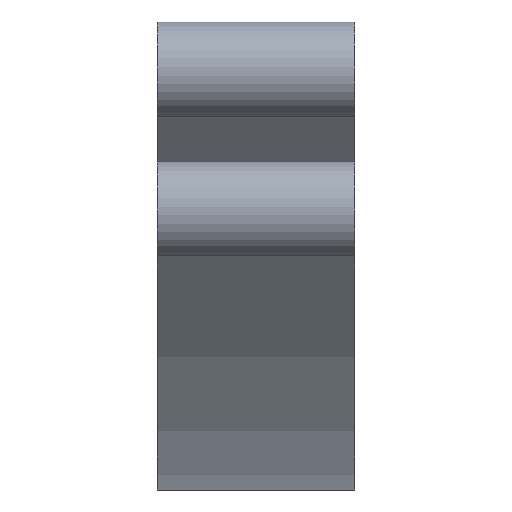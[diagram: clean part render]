
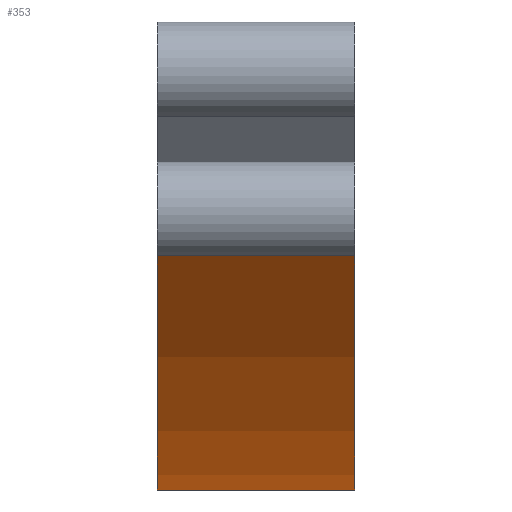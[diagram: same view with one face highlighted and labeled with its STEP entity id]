
A CAD part, left-side view. The second image highlights one B-rep face of the part: STEP entity #353.
In plain terms, the highlighted cylindrical face has radius 80.175 mm (diameter 160.35 mm), a partial arc.
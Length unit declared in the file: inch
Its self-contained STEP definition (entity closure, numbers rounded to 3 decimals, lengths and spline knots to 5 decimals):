
#1 = CARTESIAN_POINT ( 'NONE',  ( 0., -0.125, 0. ) ) ;
#23 = CARTESIAN_POINT ( 'NONE',  ( -1.33399, 0.125, -2.86076 ) ) ;
#28 = VECTOR ( 'NONE', #383, 39.37008 ) ;
#39 = LINE ( 'NONE', #666, #28 ) ;
#67 = ORIENTED_EDGE ( 'NONE', *, *, #456, .T. ) ;
#78 = CARTESIAN_POINT ( 'NONE',  ( 0., -0.125, -3.1565 ) ) ;
#117 = AXIS2_PLACEMENT_3D ( 'NONE', #502, #509, #495 ) ;
#131 = EDGE_CURVE ( 'NONE', #256, #466, #163, .T. ) ;
#138 = CARTESIAN_POINT ( 'NONE',  ( 0., 0.125, 0. ) ) ;
#149 = DIRECTION ( 'NONE',  ( 0., -1., 0. ) ) ;
#161 = DIRECTION ( 'NONE',  ( 0., 0., -1. ) ) ;
#163 = CIRCLE ( 'NONE', #117, 3.1565 ) ;
#174 = DIRECTION ( 'NONE',  ( 0., 0., -1. ) ) ;
#178 = DIRECTION ( 'NONE',  ( 0., 1., 0. ) ) ;
#256 = VERTEX_POINT ( 'NONE', #387 ) ;
#275 = CARTESIAN_POINT ( 'NONE',  ( -1.33399, -0.125, -2.86076 ) ) ;
#330 = ORIENTED_EDGE ( 'NONE', *, *, #486, .T. ) ;
#353 = ADVANCED_FACE ( 'NONE', ( #632 ), #590, .T. ) ;
#360 = ORIENTED_EDGE ( 'NONE', *, *, #131, .F. ) ;
#383 = DIRECTION ( 'NONE',  ( 0., -1., 0. ) ) ;
#387 = CARTESIAN_POINT ( 'NONE',  ( 0., 0.125, -3.1565 ) ) ;
#452 = VECTOR ( 'NONE', #637, 39.37008 ) ;
#456 = EDGE_CURVE ( 'NONE', #457, #616, #604, .T. ) ;
#457 = VERTEX_POINT ( 'NONE', #78 ) ;
#466 = VERTEX_POINT ( 'NONE', #23 ) ;
#476 = AXIS2_PLACEMENT_3D ( 'NONE', #138, #149, #161 ) ;
#486 = EDGE_CURVE ( 'NONE', #256, #457, #561, .T. ) ;
#495 = DIRECTION ( 'NONE',  ( 0., 0., -1. ) ) ;
#502 = CARTESIAN_POINT ( 'NONE',  ( 0., 0.125, 0. ) ) ;
#509 = DIRECTION ( 'NONE',  ( 0., 1., 0. ) ) ;
#525 = EDGE_LOOP ( 'NONE', ( #360, #330, #67, #571 ) ) ;
#557 = EDGE_CURVE ( 'NONE', #466, #616, #39, .T. ) ;
#561 = LINE ( 'NONE', #634, #452 ) ;
#571 = ORIENTED_EDGE ( 'NONE', *, *, #557, .F. ) ;
#590 = CYLINDRICAL_SURFACE ( 'NONE', #476, 3.1565 ) ;
#604 = CIRCLE ( 'NONE', #662, 3.1565 ) ;
#616 = VERTEX_POINT ( 'NONE', #275 ) ;
#632 = FACE_OUTER_BOUND ( 'NONE', #525, .T. ) ;
#634 = CARTESIAN_POINT ( 'NONE',  ( 0., 0.125, -3.1565 ) ) ;
#637 = DIRECTION ( 'NONE',  ( 0., -1., 0. ) ) ;
#662 = AXIS2_PLACEMENT_3D ( 'NONE', #1, #178, #174 ) ;
#666 = CARTESIAN_POINT ( 'NONE',  ( -1.33399, 0.125, -2.86076 ) ) ;
